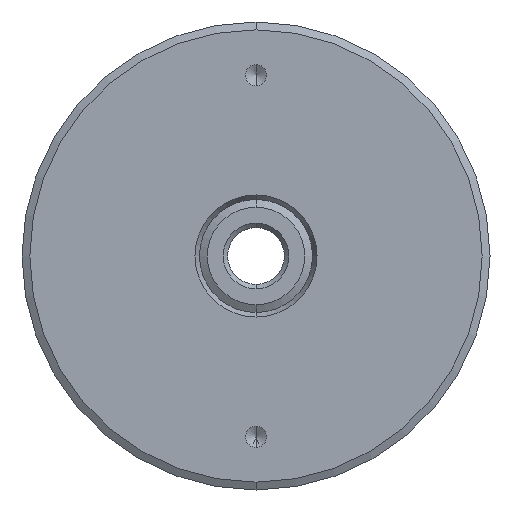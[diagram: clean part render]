
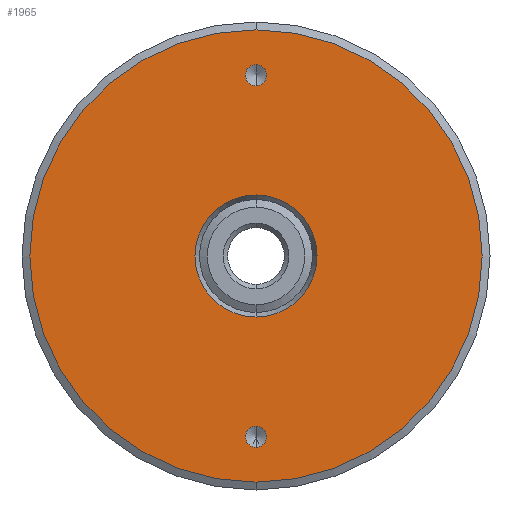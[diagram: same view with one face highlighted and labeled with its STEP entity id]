
A CAD part, left-side view. The second image highlights one B-rep face of the part: STEP entity #1965.
In plain terms, the highlighted planar face has unit normal (-1, 0, 0).
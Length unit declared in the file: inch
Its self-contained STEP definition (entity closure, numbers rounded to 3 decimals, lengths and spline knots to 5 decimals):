
#152 = DIRECTION ( 'NONE',  ( -1., 0., 0. ) ) ;
#158 = DIRECTION ( 'NONE',  ( -1., 0., 0. ) ) ;
#219 = CARTESIAN_POINT ( 'NONE',  ( -0.125, 0., 0.37656 ) ) ;
#380 = FACE_OUTER_BOUND ( 'NONE', #2507, .T. ) ;
#385 = ORIENTED_EDGE ( 'NONE', *, *, #522, .T. ) ;
#392 = CIRCLE ( 'NONE', #1254, 0.02344 ) ;
#449 = CARTESIAN_POINT ( 'NONE',  ( -0.125, 0., 0.50018 ) ) ;
#478 = DIRECTION ( 'NONE',  ( 1., 0., 0. ) ) ;
#488 = VERTEX_POINT ( 'NONE', #777 ) ;
#495 = DIRECTION ( 'NONE',  ( 0., 0., 1. ) ) ;
#518 = DIRECTION ( 'NONE',  ( -1., 0., 0. ) ) ;
#522 = EDGE_CURVE ( 'NONE', #488, #544, #2550, .T. ) ;
#529 = VERTEX_POINT ( 'NONE', #2866 ) ;
#544 = VERTEX_POINT ( 'NONE', #2886 ) ;
#641 = DIRECTION ( 'NONE',  ( 0., 0., -1. ) ) ;
#667 = CARTESIAN_POINT ( 'NONE',  ( -0.125, 0., 0. ) ) ;
#723 = CARTESIAN_POINT ( 'NONE',  ( -0.125, 0., 0. ) ) ;
#777 = CARTESIAN_POINT ( 'NONE',  ( -0.125, 0., 0.135 ) ) ;
#780 = ORIENTED_EDGE ( 'NONE', *, *, #860, .T. ) ;
#808 = CARTESIAN_POINT ( 'NONE',  ( -0.125, 0., 0. ) ) ;
#829 = AXIS2_PLACEMENT_3D ( 'NONE', #1005, #1705, #495 ) ;
#860 = EDGE_CURVE ( 'NONE', #529, #2364, #1319, .T. ) ;
#906 = VERTEX_POINT ( 'NONE', #219 ) ;
#968 = AXIS2_PLACEMENT_3D ( 'NONE', #1721, #3164, #1278 ) ;
#1005 = CARTESIAN_POINT ( 'NONE',  ( -0.125, 0., 0.4 ) ) ;
#1038 = ORIENTED_EDGE ( 'NONE', *, *, #1916, .T. ) ;
#1061 = DIRECTION ( 'NONE',  ( 0., 0., -1. ) ) ;
#1100 = ORIENTED_EDGE ( 'NONE', *, *, #2483, .T. ) ;
#1101 = AXIS2_PLACEMENT_3D ( 'NONE', #2353, #158, #2103 ) ;
#1105 = FACE_BOUND ( 'NONE', #2551, .T. ) ;
#1110 = EDGE_CURVE ( 'NONE', #1444, #1359, #1125, .T. ) ;
#1118 = AXIS2_PLACEMENT_3D ( 'NONE', #808, #3039, #1061 ) ;
#1125 = CIRCLE ( 'NONE', #968, 0.02344 ) ;
#1133 = FACE_BOUND ( 'NONE', #1266, .T. ) ;
#1155 = DIRECTION ( 'NONE',  ( 0., 0., 1. ) ) ;
#1203 = CIRCLE ( 'NONE', #1101, 0.02344 ) ;
#1254 = AXIS2_PLACEMENT_3D ( 'NONE', #2606, #152, #1155 ) ;
#1266 = EDGE_LOOP ( 'NONE', ( #385, #1100 ) ) ;
#1268 = CARTESIAN_POINT ( 'NONE',  ( -0.125, 0., 0. ) ) ;
#1278 = DIRECTION ( 'NONE',  ( 0., 0., 1. ) ) ;
#1287 = EDGE_CURVE ( 'NONE', #1555, #906, #1203, .T. ) ;
#1292 = ORIENTED_EDGE ( 'NONE', *, *, #1287, .F. ) ;
#1319 = CIRCLE ( 'NONE', #2702, 0.50018 ) ;
#1359 = VERTEX_POINT ( 'NONE', #2454 ) ;
#1364 = DIRECTION ( 'NONE',  ( 1., 0., 0. ) ) ;
#1444 = VERTEX_POINT ( 'NONE', #2217 ) ;
#1555 = VERTEX_POINT ( 'NONE', #1834 ) ;
#1612 = EDGE_CURVE ( 'NONE', #1359, #1444, #392, .T. ) ;
#1613 = PLANE ( 'NONE',  #2281 ) ;
#1681 = DIRECTION ( 'NONE',  ( 0., 0., -1. ) ) ;
#1705 = DIRECTION ( 'NONE',  ( -1., 0., 0. ) ) ;
#1721 = CARTESIAN_POINT ( 'NONE',  ( -0.125, 0., -0.4 ) ) ;
#1834 = CARTESIAN_POINT ( 'NONE',  ( -0.125, 0., 0.42344 ) ) ;
#1916 = EDGE_CURVE ( 'NONE', #2364, #529, #2384, .T. ) ;
#1964 = ORIENTED_EDGE ( 'NONE', *, *, #1612, .F. ) ;
#1965 = ADVANCED_FACE ( 'NONE', ( #3033, #1105, #1133, #380 ), #1613, .F. ) ;
#2038 = ORIENTED_EDGE ( 'NONE', *, *, #1110, .F. ) ;
#2068 = EDGE_CURVE ( 'NONE', #906, #1555, #2622, .T. ) ;
#2103 = DIRECTION ( 'NONE',  ( 0., 0., 1. ) ) ;
#2217 = CARTESIAN_POINT ( 'NONE',  ( -0.125, 0., -0.42344 ) ) ;
#2281 = AXIS2_PLACEMENT_3D ( 'NONE', #2344, #1364, #641 ) ;
#2344 = CARTESIAN_POINT ( 'NONE',  ( -0.125, 0.5175, 0. ) ) ;
#2353 = CARTESIAN_POINT ( 'NONE',  ( -0.125, 0., 0.4 ) ) ;
#2364 = VERTEX_POINT ( 'NONE', #449 ) ;
#2384 = CIRCLE ( 'NONE', #2998, 0.50018 ) ;
#2416 = DIRECTION ( 'NONE',  ( -1., 0., 0. ) ) ;
#2454 = CARTESIAN_POINT ( 'NONE',  ( -0.125, 0., -0.37656 ) ) ;
#2483 = EDGE_CURVE ( 'NONE', #544, #488, #2715, .T. ) ;
#2499 = DIRECTION ( 'NONE',  ( 0., 0., -1. ) ) ;
#2507 = EDGE_LOOP ( 'NONE', ( #780, #1038 ) ) ;
#2550 = CIRCLE ( 'NONE', #2698, 0.135 ) ;
#2551 = EDGE_LOOP ( 'NONE', ( #1964, #2038 ) ) ;
#2606 = CARTESIAN_POINT ( 'NONE',  ( -0.125, 0., -0.4 ) ) ;
#2622 = CIRCLE ( 'NONE', #829, 0.02344 ) ;
#2698 = AXIS2_PLACEMENT_3D ( 'NONE', #723, #478, #1681 ) ;
#2702 = AXIS2_PLACEMENT_3D ( 'NONE', #667, #2416, #3114 ) ;
#2715 = CIRCLE ( 'NONE', #1118, 0.135 ) ;
#2846 = EDGE_LOOP ( 'NONE', ( #1292, #3026 ) ) ;
#2866 = CARTESIAN_POINT ( 'NONE',  ( -0.125, 0., -0.50018 ) ) ;
#2886 = CARTESIAN_POINT ( 'NONE',  ( -0.125, 0., -0.135 ) ) ;
#2998 = AXIS2_PLACEMENT_3D ( 'NONE', #1268, #518, #2499 ) ;
#3026 = ORIENTED_EDGE ( 'NONE', *, *, #2068, .F. ) ;
#3033 = FACE_BOUND ( 'NONE', #2846, .T. ) ;
#3039 = DIRECTION ( 'NONE',  ( 1., 0., 0. ) ) ;
#3114 = DIRECTION ( 'NONE',  ( 0., 0., -1. ) ) ;
#3164 = DIRECTION ( 'NONE',  ( -1., 0., 0. ) ) ;
